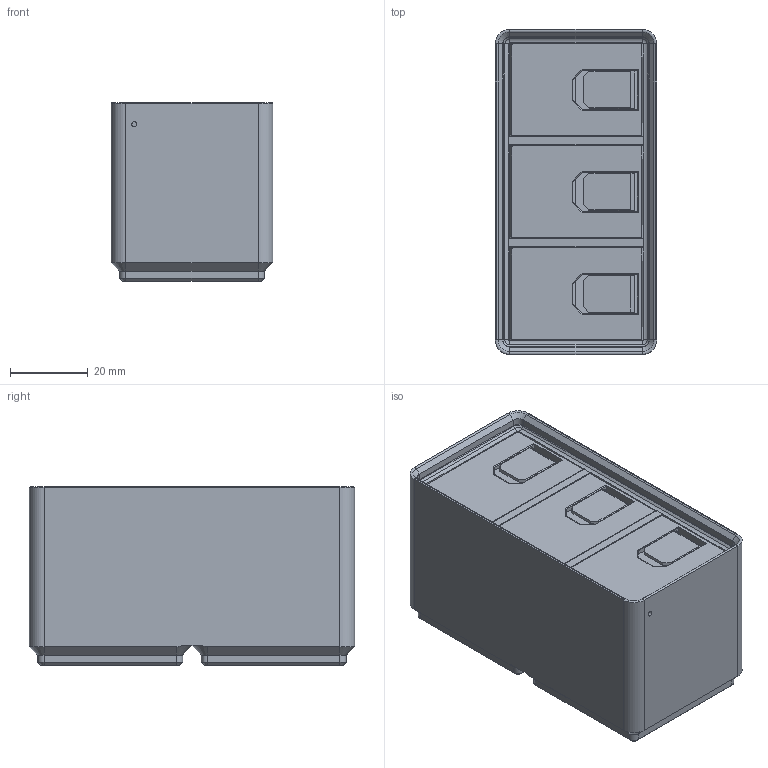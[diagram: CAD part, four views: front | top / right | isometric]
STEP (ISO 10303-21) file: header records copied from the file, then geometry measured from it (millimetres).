
FILE_DESCRIPTION(('STEP AP214'),'1');
FILE_NAME('6x-AND-3x covered bin 2E.stp','2024-02-01T08:07:10',(''),(''),'Spatial InterOp 3D',' ',' ');
FILE_SCHEMA(('AUTOMOTIVE_DESIGN { 1 0 10303 214 1 1 1 1 }'));
Length unit declared in the file: inch
Products named in the file (1): Part_3880381
Bounding box: 41.5 x 83.5 x 45.8 mm (x, y, z)
Volume: 62921.2 mm3; surface area: 37971.2 mm2
Topology: 7 solids, 7 shells, 621 faces, 1558 edges, 945 vertices
Faces by surface type: plane 331, cylinder 182, cone 66, torus 30, sphere 9, bspline 3
Entity records: 25658 total; most frequent: CARTESIAN_POINT 3419, DIRECTION 3292, ORIENTED_EDGE 3074, EDGE_CURVE 1537, AXIS2_PLACEMENT_3D 1161, STYLED_ITEM 1051, PRESENTATION_STYLE_ASSIGNMENT 1051, COLOUR_RGB 1051
